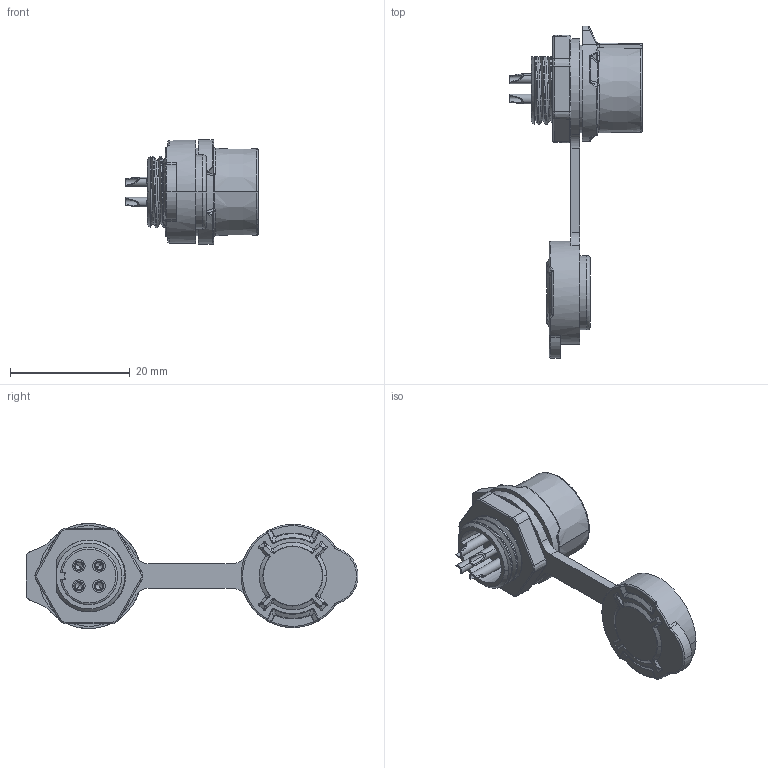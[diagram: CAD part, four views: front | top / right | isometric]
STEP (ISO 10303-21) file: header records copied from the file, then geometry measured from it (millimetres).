
FILE_DESCRIPTION (( 'STEP AP203' ), '1' );
FILE_NAME ('LP-12四芯单孔插座组件（无LOGO塑胶款）.STEP', '2018-04-12T07:03:32', ( 'John' ), ( '' ), 'SwSTEP 2.0', 'SolidWorks 2015', '' );
FILE_SCHEMA (( 'CONFIG_CONTROL_DESIGN' ));
Length unit declared in the file: millimetre
Products named in the file (7): 1.0譫渀 (12倰); LP12侐郋譫呿蝶郪璃.SLDPRT; LP-12四芯单孔插座组件（无LOGO塑胶款）; 202-0109-00  LP-12等謂呿蝶釱赽ㄗ拸LOGOㄘ; 503-0103-00  LP-12等謂釱赽滅阨蝶菜ㄗ拸LOGOㄘ; 201-0115-00  LP-12呿蝶蹟譫; LP12侐郋譫呿蝶璃
Assembly tree (9 placements, depth 3):
  LP-12四芯单孔插座组件（无LOGO塑胶款）
    202-0109-00  LP-12等謂呿蝶釱赽ㄗ拸LOGOㄘ
    503-0103-00  LP-12等謂釱赽滅阨蝶菜ㄗ拸LOGOㄘ
    201-0115-00  LP-12呿蝶蹟譫
    LP12侐郋譫呿蝶郪璃.SLDPRT
      LP12侐郋譫呿蝶璃
      1.0譫渀 (12倰)  x4
Bounding box: 22.2 x 55.42 x 17.54 mm (x, y, z)
Volume: 3362.7 mm3; surface area: 5926.6 mm2
Topology: 8 solids, 8 shells, 815 faces, 2014 edges, 1221 vertices
Faces by surface type: cylinder 244, plane 206, bspline 155, cone 106, torus 86, sphere 18
Entity records: 37004 total; most frequent: CARTESIAN_POINT 21027, ORIENTED_EDGE 3376, DIRECTION 3009, EDGE_CURVE 1688, AXIS2_PLACEMENT_3D 1209, VERTEX_POINT 1032, EDGE_LOOP 738, ADVANCED_FACE 695
